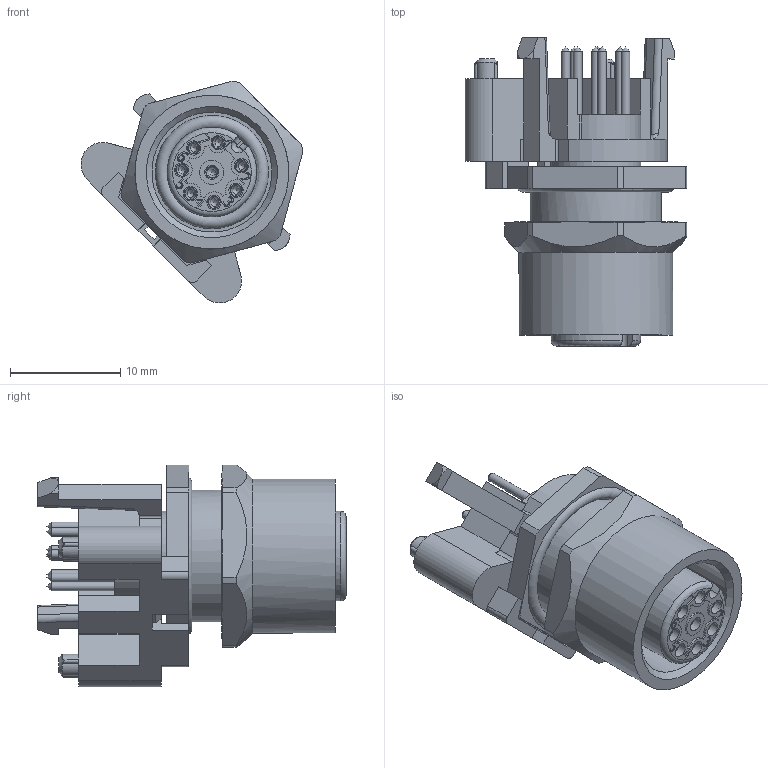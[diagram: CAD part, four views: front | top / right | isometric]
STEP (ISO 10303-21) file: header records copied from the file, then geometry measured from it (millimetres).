
FILE_DESCRIPTION(/* description */ (''),/* implementation_level */ '2;1');
FILE_NAME(/* name */ '43-01334_43K1A745.stp',/* time_stamp */ '2016-02-23T21:00:02+01:00',/* author */ ('Bodos'),/* organization */ (''),/* preprocessor_version */ 'ST-DEVELOPER v15.6',/* originating_system */ 'Autodesk Inventor 2015',/* authorisation */ '');
FILE_SCHEMA (('AUTOMOTIVE_DESIGN { 1 0 10303 214 3 1 1 }'));
Length unit declared in the file: centimetre
Products named in the file (1): 43K1A745
Bounding box: 20.17 x 28 x 20.17 mm (x, y, z)
Volume: 33.6 mm3; surface area: 4628.8 mm2
Topology: 10 solids, 13 shells, 639 faces, 1611 edges, 1005 vertices
Faces by surface type: plane 267, cylinder 195, bspline 101, torus 43, cone 33
Full cylindrical faces by diameter (mm): 0.8 x8, 1.1 x8, 1.3 x8, 1.4 x16, 1.5 x16, 2.2 x1, 8.15 x1, 8.2 x2, 8.5 x2, 10 x2, 10.92 x1, 12 x2, 14 x1
Entity records: 19588 total; most frequent: CARTESIAN_POINT 5029, ORIENTED_EDGE 2824, DIRECTION 2694, EDGE_CURVE 1407, AXIS2_PLACEMENT_3D 1006, VERTEX_POINT 938, EDGE_LOOP 809, LINE 682
